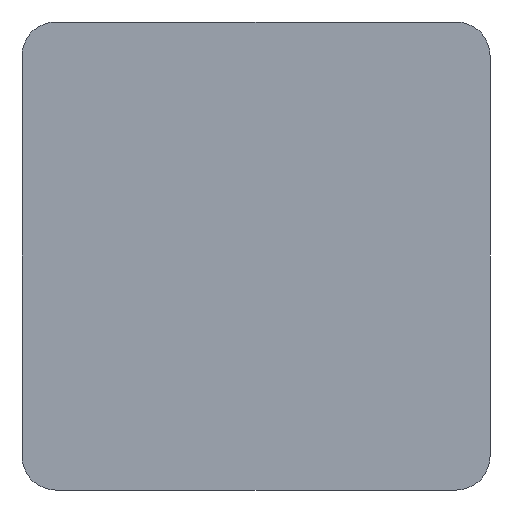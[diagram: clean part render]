
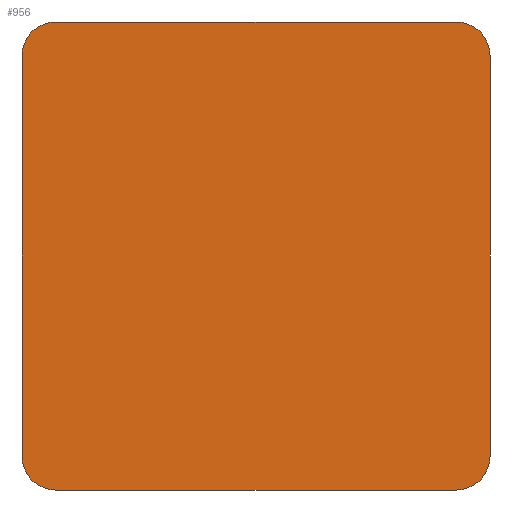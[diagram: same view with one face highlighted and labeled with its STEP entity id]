
A CAD part, front view. The second image highlights one B-rep face of the part: STEP entity #956.
In plain terms, the highlighted planar face has unit normal (0, -1, 0).
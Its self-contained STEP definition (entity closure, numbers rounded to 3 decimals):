
#34=CIRCLE('',#997,5.5);
#36=CIRCLE('',#1001,5.5);
#38=CIRCLE('',#1005,5.5);
#40=CIRCLE('',#1009,5.5);
#138=FACE_OUTER_BOUND('',#202,.T.);
#202=EDGE_LOOP('',(#863,#864,#865,#866,#867,#868,#869,#870));
#243=LINE('',#1444,#335);
#248=LINE('',#1458,#340);
#252=LINE('',#1470,#344);
#256=LINE('',#1482,#348);
#335=VECTOR('',#1156,10.);
#340=VECTOR('',#1169,10.);
#344=VECTOR('',#1181,10.);
#348=VECTOR('',#1193,10.);
#419=VERTEX_POINT('',#1442);
#420=VERTEX_POINT('',#1443);
#423=VERTEX_POINT('',#1451);
#425=VERTEX_POINT('',#1457);
#427=VERTEX_POINT('',#1463);
#429=VERTEX_POINT('',#1469);
#431=VERTEX_POINT('',#1475);
#433=VERTEX_POINT('',#1481);
#523=EDGE_CURVE('',#419,#420,#243,.T.);
#527=EDGE_CURVE('',#420,#423,#34,.T.);
#530=EDGE_CURVE('',#423,#425,#248,.T.);
#533=EDGE_CURVE('',#425,#427,#36,.T.);
#536=EDGE_CURVE('',#427,#429,#252,.T.);
#539=EDGE_CURVE('',#429,#431,#38,.T.);
#542=EDGE_CURVE('',#431,#433,#256,.T.);
#545=EDGE_CURVE('',#433,#419,#40,.T.);
#863=ORIENTED_EDGE('',*,*,#545,.T.);
#864=ORIENTED_EDGE('',*,*,#523,.T.);
#865=ORIENTED_EDGE('',*,*,#527,.T.);
#866=ORIENTED_EDGE('',*,*,#530,.T.);
#867=ORIENTED_EDGE('',*,*,#533,.T.);
#868=ORIENTED_EDGE('',*,*,#536,.T.);
#869=ORIENTED_EDGE('',*,*,#539,.T.);
#870=ORIENTED_EDGE('',*,*,#542,.T.);
#903=PLANE('',#1063);
#956=ADVANCED_FACE('',(#138),#903,.F.);
#997=AXIS2_PLACEMENT_3D('',#1452,#1162,#1163);
#1001=AXIS2_PLACEMENT_3D('',#1464,#1174,#1175);
#1005=AXIS2_PLACEMENT_3D('',#1476,#1186,#1187);
#1009=AXIS2_PLACEMENT_3D('',#1487,#1198,#1199);
#1063=AXIS2_PLACEMENT_3D('',#1617,#1342,#1343);
#1156=DIRECTION('',(0.,0.,1.));
#1162=DIRECTION('center_axis',(0.,-1.,0.));
#1163=DIRECTION('ref_axis',(1.,0.,0.));
#1169=DIRECTION('',(-1.,0.,0.));
#1174=DIRECTION('center_axis',(0.,-1.,0.));
#1175=DIRECTION('ref_axis',(0.,0.,1.));
#1181=DIRECTION('',(0.,0.,-1.));
#1186=DIRECTION('center_axis',(0.,-1.,0.));
#1187=DIRECTION('ref_axis',(-1.,0.,0.));
#1193=DIRECTION('',(1.,0.,0.));
#1198=DIRECTION('center_axis',(0.,-1.,0.));
#1199=DIRECTION('ref_axis',(0.,0.,-1.));
#1342=DIRECTION('center_axis',(0.,1.,0.));
#1343=DIRECTION('ref_axis',(1.,0.,0.));
#1442=CARTESIAN_POINT('',(38.2,0.,-32.7));
#1443=CARTESIAN_POINT('',(38.2,0.,32.7));
#1444=CARTESIAN_POINT('',(38.2,0.,-32.7));
#1451=CARTESIAN_POINT('',(32.7,0.,38.2));
#1452=CARTESIAN_POINT('Origin',(32.7,0.,32.7));
#1457=CARTESIAN_POINT('',(-32.7,0.,38.2));
#1458=CARTESIAN_POINT('',(32.7,0.,38.2));
#1463=CARTESIAN_POINT('',(-38.2,0.,32.7));
#1464=CARTESIAN_POINT('Origin',(-32.7,0.,32.7));
#1469=CARTESIAN_POINT('',(-38.2,0.,-32.7));
#1470=CARTESIAN_POINT('',(-38.2,0.,32.7));
#1475=CARTESIAN_POINT('',(-32.7,0.,-38.2));
#1476=CARTESIAN_POINT('Origin',(-32.7,0.,-32.7));
#1481=CARTESIAN_POINT('',(32.7,0.,-38.2));
#1482=CARTESIAN_POINT('',(-32.7,0.,-38.2));
#1487=CARTESIAN_POINT('Origin',(32.7,0.,-32.7));
#1617=CARTESIAN_POINT('Origin',(0.,0.,0.));
